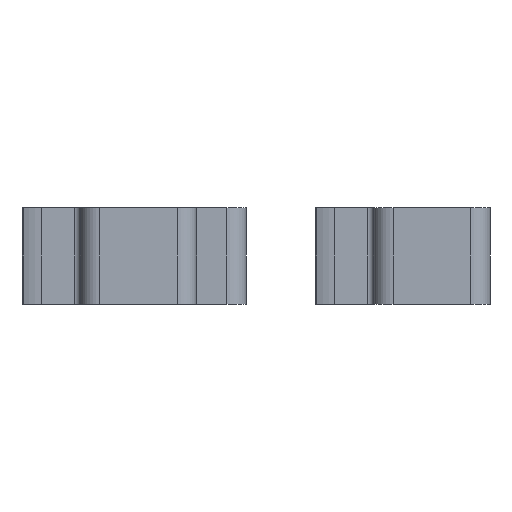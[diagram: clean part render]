
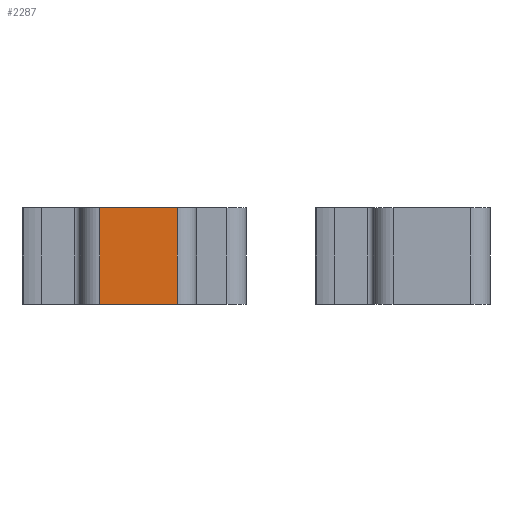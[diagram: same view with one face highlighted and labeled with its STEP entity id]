
A CAD part, left-side view. The second image highlights one B-rep face of the part: STEP entity #2287.
In plain terms, the highlighted planar face has unit normal (-1, 0, 0).
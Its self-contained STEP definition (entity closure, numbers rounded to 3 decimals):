
#71 = LINE ( 'NONE', #2515, #3096 ) ;
#270 = DIRECTION ( 'NONE',  ( 0., -1., 0. ) ) ;
#334 = ORIENTED_EDGE ( 'NONE', *, *, #3374, .F. ) ;
#485 = EDGE_LOOP ( 'NONE', ( #2530, #1451, #334, #3264 ) ) ;
#862 = CARTESIAN_POINT ( 'NONE',  ( -10., -2., 5. ) ) ;
#942 = LINE ( 'NONE', #1566, #1171 ) ;
#952 = EDGE_CURVE ( 'NONE', #1514, #1837, #71, .T. ) ;
#972 = CARTESIAN_POINT ( 'NONE',  ( -10., -2., 5. ) ) ;
#1171 = VECTOR ( 'NONE', #2162, 1000. ) ;
#1277 = VECTOR ( 'NONE', #270, 1000. ) ;
#1376 = VECTOR ( 'NONE', #2949, 1000. ) ;
#1451 = ORIENTED_EDGE ( 'NONE', *, *, #1672, .F. ) ;
#1514 = VERTEX_POINT ( 'NONE', #2582 ) ;
#1566 = CARTESIAN_POINT ( 'NONE',  ( -10., 2., 5. ) ) ;
#1643 = PLANE ( 'NONE',  #1873 ) ;
#1672 = EDGE_CURVE ( 'NONE', #1769, #1837, #2638, .T. ) ;
#1709 = DIRECTION ( 'NONE',  ( 1., 0., 0. ) ) ;
#1769 = VERTEX_POINT ( 'NONE', #1810 ) ;
#1810 = CARTESIAN_POINT ( 'NONE',  ( -10., -2., 5. ) ) ;
#1826 = EDGE_CURVE ( 'NONE', #2898, #1514, #942, .T. ) ;
#1837 = VERTEX_POINT ( 'NONE', #2792 ) ;
#1873 = AXIS2_PLACEMENT_3D ( 'NONE', #972, #1709, #2232 ) ;
#2162 = DIRECTION ( 'NONE',  ( 0., 0., -1. ) ) ;
#2217 = DIRECTION ( 'NONE',  ( 0., -1., 0. ) ) ;
#2232 = DIRECTION ( 'NONE',  ( 0., 0., -1. ) ) ;
#2287 = ADVANCED_FACE ( 'NONE', ( #3768 ), #1643, .F. ) ;
#2515 = CARTESIAN_POINT ( 'NONE',  ( -10., -2., 0. ) ) ;
#2530 = ORIENTED_EDGE ( 'NONE', *, *, #952, .T. ) ;
#2582 = CARTESIAN_POINT ( 'NONE',  ( -10., 2., 0. ) ) ;
#2638 = LINE ( 'NONE', #862, #1376 ) ;
#2697 = CARTESIAN_POINT ( 'NONE',  ( -10., 2., 5. ) ) ;
#2792 = CARTESIAN_POINT ( 'NONE',  ( -10., -2., 0. ) ) ;
#2898 = VERTEX_POINT ( 'NONE', #2697 ) ;
#2949 = DIRECTION ( 'NONE',  ( 0., 0., -1. ) ) ;
#3096 = VECTOR ( 'NONE', #2217, 1000. ) ;
#3264 = ORIENTED_EDGE ( 'NONE', *, *, #1826, .T. ) ;
#3374 = EDGE_CURVE ( 'NONE', #2898, #1769, #3507, .T. ) ;
#3507 = LINE ( 'NONE', #3567, #1277 ) ;
#3567 = CARTESIAN_POINT ( 'NONE',  ( -10., -2., 5. ) ) ;
#3768 = FACE_OUTER_BOUND ( 'NONE', #485, .T. ) ;
